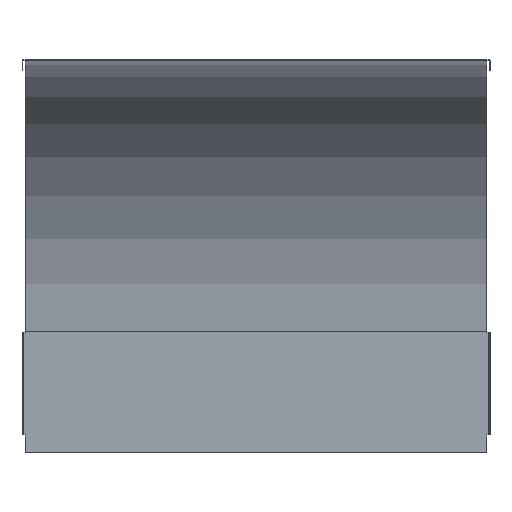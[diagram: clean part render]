
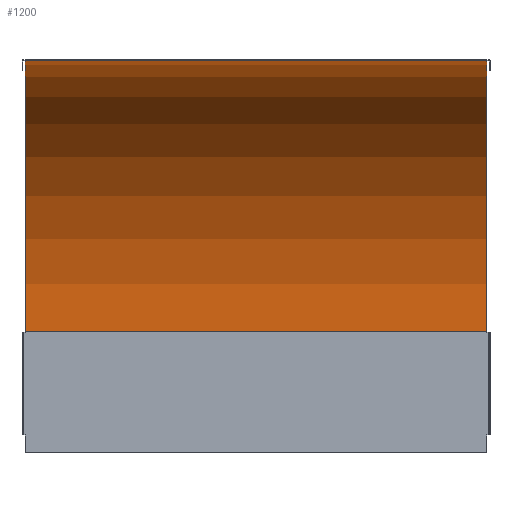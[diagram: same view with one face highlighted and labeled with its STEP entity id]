
A CAD part, top view. The second image highlights one B-rep face of the part: STEP entity #1200.
In plain terms, the highlighted cylindrical face has radius 233.75 mm (diameter 467.5 mm), a partial arc.
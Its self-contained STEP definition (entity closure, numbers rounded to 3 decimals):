
#113=CARTESIAN_POINT('',(-300.,40.15,233.6));
#114=DIRECTION('',(1.,0.,0.));
#115=DIRECTION('',(0.,0.,-1.));
#116=AXIS2_PLACEMENT_3D('',#113,#114,#115);
#335=CARTESIAN_POINT('',(100.,40.15,233.6));
#336=DIRECTION('',(-1.,0.,0.));
#337=DIRECTION('',(0.,1.,0.));
#338=AXIS2_PLACEMENT_3D('',#335,#336,#337);
#382=DIRECTION('',(-1.,0.,0.));
#383=VECTOR('',#382,400.);
#384=CARTESIAN_POINT('',(100.,273.9,233.6));
#385=LINE('',#384,#383);
#386=DIRECTION('',(1.,0.,0.));
#387=VECTOR('',#386,400.);
#388=CARTESIAN_POINT('',(-300.,40.15,-0.15));
#389=LINE('',#388,#387);
#558=CARTESIAN_POINT('',(100.,40.15,-0.15));
#560=VERTEX_POINT('',#558);
#563=CARTESIAN_POINT('',(100.,273.9,233.6));
#565=VERTEX_POINT('',#563);
#586=CARTESIAN_POINT('',(-300.,273.9,233.6));
#587=VERTEX_POINT('',#586);
#588=CARTESIAN_POINT('',(-300.,40.15,-0.15));
#589=VERTEX_POINT('',#588);
#1189=CARTESIAN_POINT('',(100.,40.15,233.6));
#1190=DIRECTION('',(1.,0.,0.));
#1191=DIRECTION('',(0.,-1.,0.));
#1192=AXIS2_PLACEMENT_3D('',#1189,#1190,#1191);
#1193=CYLINDRICAL_SURFACE('',#1192,233.75);
#1194=ORIENTED_EDGE('',*,*,#945,.F.);
#1195=ORIENTED_EDGE('',*,*,#1110,.T.);
#1196=ORIENTED_EDGE('',*,*,#1167,.F.);
#1197=ORIENTED_EDGE('',*,*,#803,.T.);
#1198=EDGE_LOOP('',(#1194,#1195,#1196,#1197));
#1199=FACE_OUTER_BOUND('',#1198,.F.);
#1200=ADVANCED_FACE('',(#1199),#1193,.F.);
#117=CIRCLE('',#116,233.75);
#339=CIRCLE('',#338,233.75);
#803=EDGE_CURVE('',#589,#587,#117,.T.);
#945=EDGE_CURVE('',#565,#587,#385,.T.);
#1110=EDGE_CURVE('',#565,#560,#339,.T.);
#1167=EDGE_CURVE('',#589,#560,#389,.T.);
